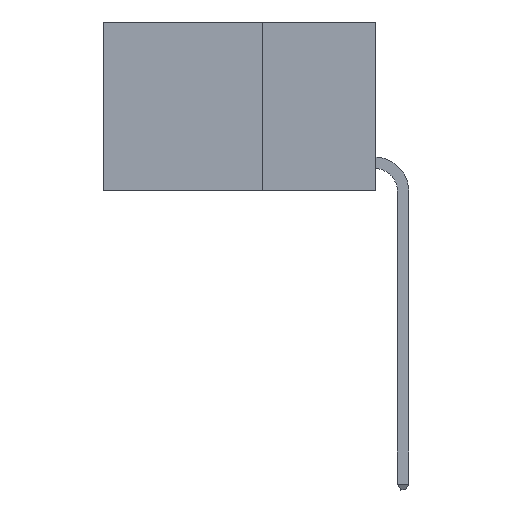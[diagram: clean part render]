
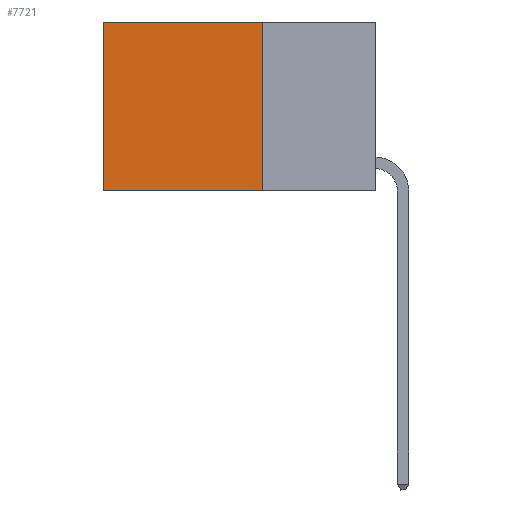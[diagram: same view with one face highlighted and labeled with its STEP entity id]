
A CAD part, left-side view. The second image highlights one B-rep face of the part: STEP entity #7721.
In plain terms, the highlighted planar face has unit normal (-1, 0, 0).
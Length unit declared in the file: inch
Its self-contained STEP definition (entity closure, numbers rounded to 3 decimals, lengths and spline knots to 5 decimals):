
#240 = ORIENTED_EDGE ( 'NONE', *, *, #12400, .T. ) ;
#376 = DIRECTION ( 'NONE',  ( 0., 1., 0. ) ) ;
#481 = DIRECTION ( 'NONE',  ( 0., 1., 0. ) ) ;
#1263 = VECTOR ( 'NONE', #3491, 39.37008 ) ;
#2098 = LINE ( 'NONE', #15422, #4299 ) ;
#2303 = DIRECTION ( 'NONE',  ( 0., 0., -1. ) ) ;
#3491 = DIRECTION ( 'NONE',  ( 0., 0., -1. ) ) ;
#4214 = ORIENTED_EDGE ( 'NONE', *, *, #11938, .T. ) ;
#4299 = VECTOR ( 'NONE', #376, 39.37008 ) ;
#4526 = PLANE ( 'NONE',  #20177 ) ;
#7721 = ADVANCED_FACE ( 'NONE', ( #13647 ), #4526, .F. ) ;
#7838 = VERTEX_POINT ( 'NONE', #14379 ) ;
#8833 = VERTEX_POINT ( 'NONE', #22415 ) ;
#10087 = VECTOR ( 'NONE', #19773, 39.37008 ) ;
#11218 = LINE ( 'NONE', #15398, #17565 ) ;
#11573 = CARTESIAN_POINT ( 'NONE',  ( 0.2625, 0.25, 0. ) ) ;
#11706 = VERTEX_POINT ( 'NONE', #12046 ) ;
#11938 = EDGE_CURVE ( 'NONE', #11706, #8833, #20132, .T. ) ;
#12046 = CARTESIAN_POINT ( 'NONE',  ( 0.2625, 0.6, 0. ) ) ;
#12400 = EDGE_CURVE ( 'NONE', #21795, #11706, #2098, .T. ) ;
#13378 = EDGE_CURVE ( 'NONE', #7838, #8833, #11218, .T. ) ;
#13647 = FACE_OUTER_BOUND ( 'NONE', #21286, .T. ) ;
#14379 = CARTESIAN_POINT ( 'NONE',  ( 0.2625, 0.25, -0.37 ) ) ;
#15344 = EDGE_CURVE ( 'NONE', #21795, #7838, #23833, .T. ) ;
#15398 = CARTESIAN_POINT ( 'NONE',  ( 0.2625, 0.25, -0.37 ) ) ;
#15422 = CARTESIAN_POINT ( 'NONE',  ( 0.2625, 0.25, 0. ) ) ;
#15540 = ORIENTED_EDGE ( 'NONE', *, *, #15344, .F. ) ;
#16279 = CARTESIAN_POINT ( 'NONE',  ( 0.2625, 0.25, 0. ) ) ;
#17216 = ORIENTED_EDGE ( 'NONE', *, *, #13378, .F. ) ;
#17565 = VECTOR ( 'NONE', #481, 39.37008 ) ;
#17567 = DIRECTION ( 'NONE',  ( 1., 0., 0. ) ) ;
#19773 = DIRECTION ( 'NONE',  ( 0., 0., -1. ) ) ;
#20132 = LINE ( 'NONE', #21900, #10087 ) ;
#20177 = AXIS2_PLACEMENT_3D ( 'NONE', #11573, #17567, #2303 ) ;
#21286 = EDGE_LOOP ( 'NONE', ( #4214, #17216, #15540, #240 ) ) ;
#21795 = VERTEX_POINT ( 'NONE', #16279 ) ;
#21887 = CARTESIAN_POINT ( 'NONE',  ( 0.2625, 0.25, 0. ) ) ;
#21900 = CARTESIAN_POINT ( 'NONE',  ( 0.2625, 0.6, 0. ) ) ;
#22415 = CARTESIAN_POINT ( 'NONE',  ( 0.2625, 0.6, -0.37 ) ) ;
#23833 = LINE ( 'NONE', #21887, #1263 ) ;
